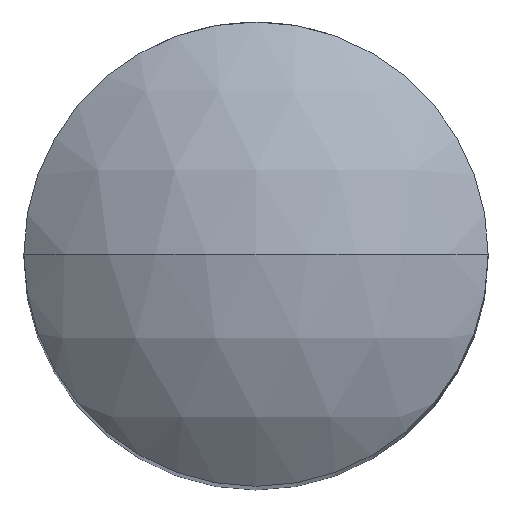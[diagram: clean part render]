
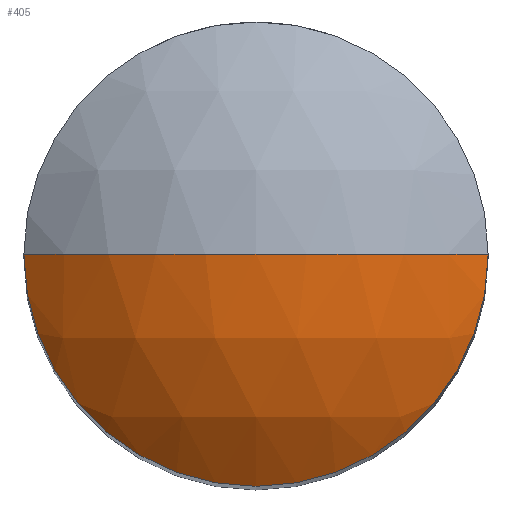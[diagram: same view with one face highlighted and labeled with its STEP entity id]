
A CAD part, top view. The second image highlights one B-rep face of the part: STEP entity #405.
In plain terms, the highlighted spherical face has radius 1.5 mm.
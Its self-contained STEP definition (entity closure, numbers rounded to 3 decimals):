
#152 = AXIS2_PLACEMENT_3D ( 'NONE', #575, #163, #645 ) ;
#163 = DIRECTION ( 'NONE',  ( 0., 1., 0. ) ) ;
#165 = VERTEX_POINT ( 'NONE', #243 ) ;
#201 = EDGE_LOOP ( 'NONE', ( #442, #761, #733 ) ) ;
#243 = CARTESIAN_POINT ( 'NONE',  ( 0., 0., 5. ) ) ;
#245 = EDGE_CURVE ( 'NONE', #165, #876, #794, .T. ) ;
#266 = CARTESIAN_POINT ( 'NONE',  ( -1., 0., 4.618 ) ) ;
#296 = DIRECTION ( 'NONE',  ( 1., 0., 0. ) ) ;
#328 = CARTESIAN_POINT ( 'NONE',  ( 0., 0., 4.618 ) ) ;
#366 = SPHERICAL_SURFACE ( 'NONE', #388, 1.5 ) ;
#388 = AXIS2_PLACEMENT_3D ( 'NONE', #435, #791, #296 ) ;
#398 = DIRECTION ( 'NONE',  ( -1., 0., 0. ) ) ;
#405 = ADVANCED_FACE ( 'NONE', ( #838 ), #366, .T. ) ;
#435 = CARTESIAN_POINT ( 'NONE',  ( 0., 0., 3.5 ) ) ;
#442 = ORIENTED_EDGE ( 'NONE', *, *, #675, .F. ) ;
#461 = CARTESIAN_POINT ( 'NONE',  ( 1., 0., 4.618 ) ) ;
#469 = CIRCLE ( 'NONE', #597, 1. ) ;
#568 = AXIS2_PLACEMENT_3D ( 'NONE', #648, #589, #583 ) ;
#575 = CARTESIAN_POINT ( 'NONE',  ( 0., 0., 3.5 ) ) ;
#583 = DIRECTION ( 'NONE',  ( 1., 0., 0. ) ) ;
#589 = DIRECTION ( 'NONE',  ( 0., -1., 0. ) ) ;
#597 = AXIS2_PLACEMENT_3D ( 'NONE', #328, #759, #398 ) ;
#645 = DIRECTION ( 'NONE',  ( 0., 0., 1. ) ) ;
#648 = CARTESIAN_POINT ( 'NONE',  ( 0., 0., 3.5 ) ) ;
#675 = EDGE_CURVE ( 'NONE', #165, #796, #769, .T. ) ;
#707 = EDGE_CURVE ( 'NONE', #796, #876, #469, .T. ) ;
#733 = ORIENTED_EDGE ( 'NONE', *, *, #707, .F. ) ;
#759 = DIRECTION ( 'NONE',  ( 0., 0., -1. ) ) ;
#761 = ORIENTED_EDGE ( 'NONE', *, *, #245, .T. ) ;
#769 = CIRCLE ( 'NONE', #152, 1.5 ) ;
#791 = DIRECTION ( 'NONE',  ( 0., -1., 0. ) ) ;
#794 = CIRCLE ( 'NONE', #568, 1.5 ) ;
#796 = VERTEX_POINT ( 'NONE', #461 ) ;
#838 = FACE_OUTER_BOUND ( 'NONE', #201, .T. ) ;
#876 = VERTEX_POINT ( 'NONE', #266 ) ;
